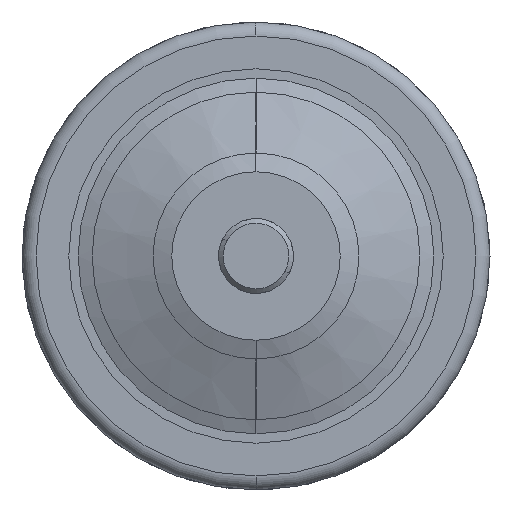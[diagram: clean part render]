
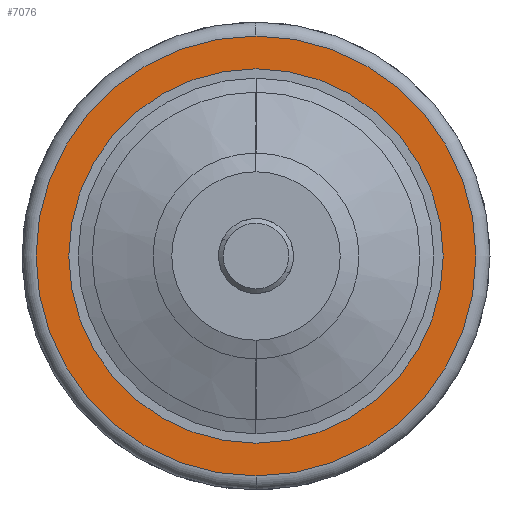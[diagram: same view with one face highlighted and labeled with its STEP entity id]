
A CAD part, left-side view. The second image highlights one B-rep face of the part: STEP entity #7076.
In plain terms, the highlighted planar face has unit normal (-1, 0, 0).
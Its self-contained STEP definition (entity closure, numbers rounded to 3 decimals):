
#198 = ORIENTED_EDGE ( 'NONE', *, *, #672, .F. ) ;
#244 = DIRECTION ( 'NONE',  ( -1., 0., 0. ) ) ;
#672 = EDGE_CURVE ( 'NONE', #9308, #9428, #2240, .T. ) ;
#1137 = FACE_OUTER_BOUND ( 'NONE', #6095, .T. ) ;
#1180 = CARTESIAN_POINT ( 'NONE',  ( -6., 0., 20. ) ) ;
#1519 = VERTEX_POINT ( 'NONE', #8469 ) ;
#1683 = DIRECTION ( 'NONE',  ( 0., 0., -1. ) ) ;
#1792 = CARTESIAN_POINT ( 'NONE',  ( -6., 0., 0. ) ) ;
#1904 = AXIS2_PLACEMENT_3D ( 'NONE', #7301, #2949, #5533 ) ;
#2240 = CIRCLE ( 'NONE', #3162, 20. ) ;
#2694 = DIRECTION ( 'NONE',  ( 0., 0., -1. ) ) ;
#2922 = CIRCLE ( 'NONE', #5116, 20. ) ;
#2949 = DIRECTION ( 'NONE',  ( 1., 0., 0. ) ) ;
#2980 = DIRECTION ( 'NONE',  ( -1., 0., 0. ) ) ;
#3162 = AXIS2_PLACEMENT_3D ( 'NONE', #9290, #5842, #9167 ) ;
#3440 = CARTESIAN_POINT ( 'NONE',  ( -6., 0., -20. ) ) ;
#3830 = CARTESIAN_POINT ( 'NONE',  ( -6., 0., 0. ) ) ;
#4944 = AXIS2_PLACEMENT_3D ( 'NONE', #1792, #5280, #2694 ) ;
#5116 = AXIS2_PLACEMENT_3D ( 'NONE', #3830, #244, #6161 ) ;
#5123 = EDGE_CURVE ( 'NONE', #8750, #1519, #10424, .T. ) ;
#5280 = DIRECTION ( 'NONE',  ( -1., 0., 0. ) ) ;
#5533 = DIRECTION ( 'NONE',  ( 0., 0., -1. ) ) ;
#5640 = CARTESIAN_POINT ( 'NONE',  ( -6., 0., -23.5 ) ) ;
#5842 = DIRECTION ( 'NONE',  ( -1., 0., 0. ) ) ;
#6095 = EDGE_LOOP ( 'NONE', ( #8179, #7597 ) ) ;
#6161 = DIRECTION ( 'NONE',  ( 0., 0., 1. ) ) ;
#6395 = PLANE ( 'NONE',  #1904 ) ;
#7076 = ADVANCED_FACE ( 'NONE', ( #1137, #7196 ), #6395, .F. ) ;
#7196 = FACE_BOUND ( 'NONE', #7545, .T. ) ;
#7301 = CARTESIAN_POINT ( 'NONE',  ( -6., 25., 0. ) ) ;
#7335 = ORIENTED_EDGE ( 'NONE', *, *, #10634, .F. ) ;
#7545 = EDGE_LOOP ( 'NONE', ( #198, #7335 ) ) ;
#7597 = ORIENTED_EDGE ( 'NONE', *, *, #10703, .T. ) ;
#8179 = ORIENTED_EDGE ( 'NONE', *, *, #5123, .T. ) ;
#8421 = AXIS2_PLACEMENT_3D ( 'NONE', #9856, #2980, #1683 ) ;
#8469 = CARTESIAN_POINT ( 'NONE',  ( -6., 0., 23.5 ) ) ;
#8750 = VERTEX_POINT ( 'NONE', #5640 ) ;
#8973 = CIRCLE ( 'NONE', #8421, 23.5 ) ;
#9167 = DIRECTION ( 'NONE',  ( 0., 0., 1. ) ) ;
#9290 = CARTESIAN_POINT ( 'NONE',  ( -6., 0., 0. ) ) ;
#9308 = VERTEX_POINT ( 'NONE', #1180 ) ;
#9428 = VERTEX_POINT ( 'NONE', #3440 ) ;
#9856 = CARTESIAN_POINT ( 'NONE',  ( -6., 0., 0. ) ) ;
#10424 = CIRCLE ( 'NONE', #4944, 23.5 ) ;
#10634 = EDGE_CURVE ( 'NONE', #9428, #9308, #2922, .T. ) ;
#10703 = EDGE_CURVE ( 'NONE', #1519, #8750, #8973, .T. ) ;
